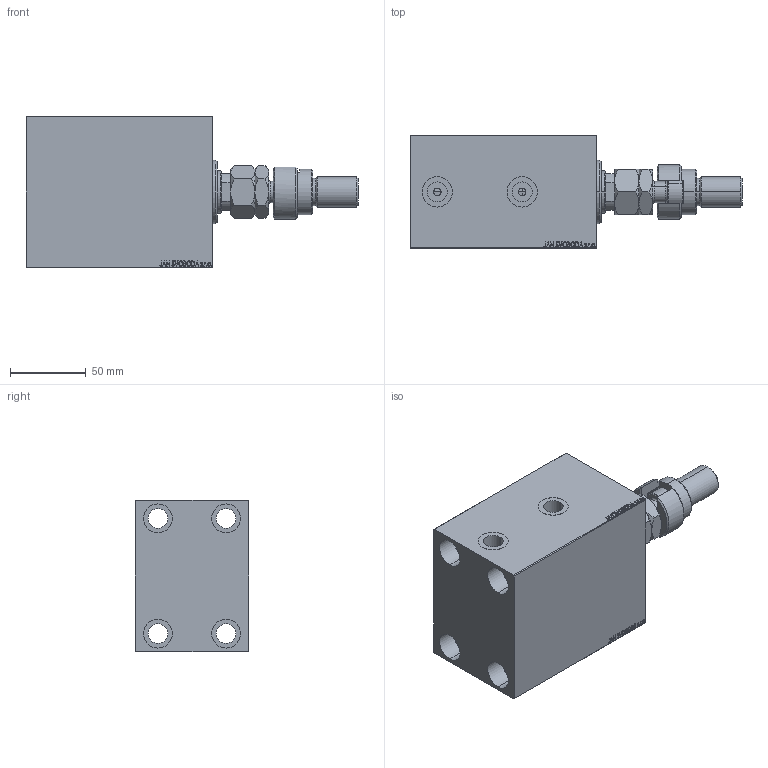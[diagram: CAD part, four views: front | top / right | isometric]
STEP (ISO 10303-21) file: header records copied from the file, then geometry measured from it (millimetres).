
FILE_DESCRIPTION (( 'STEP AP203' ), '1' );
FILE_NAME ('8646.STEP', '2022-04-17T15:43:34', ( '' ), ( '' ), 'SwSTEP 2.0', 'SolidWorks 2019', '' );
FILE_SCHEMA (( 'CONFIG_CONTROL_DESIGN' ));
Length unit declared in the file: millimetre
Products named in the file (7): FEMALE_PART_FOR_DFA f81e61af9471f343b552cc17c9e28e1b; DFA f81e61af9471f343b552cc17c9e28e1b; V450CP_B_VCP f81e61af9471f343b552cc17c9e28e1b; 8646; MFA f81e61af9471f343b552cc17c9e28e1b; V450CP_C f81e61af9471f343b552cc17c9e28e1b; V450CP_VC_B f81e61af9471f343b552cc17c9e28e1b
Assembly tree (6 placements, depth 3):
  8646
    V450CP_C f81e61af9471f343b552cc17c9e28e1b
    DFA f81e61af9471f343b552cc17c9e28e1b
      FEMALE_PART_FOR_DFA f81e61af9471f343b552cc17c9e28e1b
      MFA f81e61af9471f343b552cc17c9e28e1b
    V450CP_B_VCP f81e61af9471f343b552cc17c9e28e1b
    V450CP_VC_B f81e61af9471f343b552cc17c9e28e1b
Bounding box: 219 x 75 x 100 mm (x, y, z)
Volume: 845999.8 mm3; surface area: 146569.8 mm2
Topology: 5 solids, 5 shells, 973 faces, 2447 edges, 1603 vertices
Faces by surface type: plane 442, bspline 380, cylinder 89, cone 58, torus 4
Entity records: 47574 total; most frequent: CARTESIAN_POINT 26025, ORIENTED_EDGE 4890, DIRECTION 3057, EDGE_CURVE 2445, VERTEX_POINT 1603, VECTOR 1383, LINE 1383, EDGE_LOOP 1108
